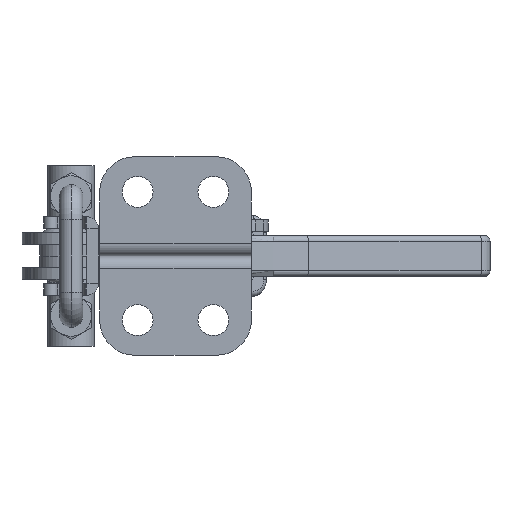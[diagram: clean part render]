
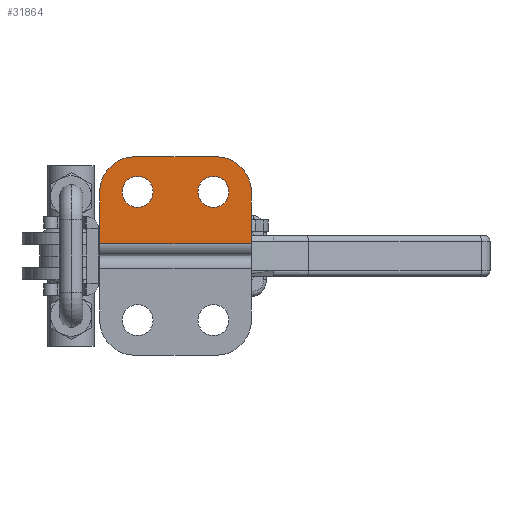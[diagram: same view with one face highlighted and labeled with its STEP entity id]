
A CAD part, front view. The second image highlights one B-rep face of the part: STEP entity #31864.
In plain terms, the highlighted planar face has unit normal (0, -1, 0).
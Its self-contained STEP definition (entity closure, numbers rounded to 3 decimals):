
#283 = DIRECTION ( 'NONE',  ( 0., 0., 1. ) ) ;
#832 = DIRECTION ( 'NONE',  ( -1., 0., 0. ) ) ;
#937 = VERTEX_POINT ( 'NONE', #19689 ) ;
#1324 = DIRECTION ( 'NONE',  ( 0., 0., 1. ) ) ;
#1445 = ORIENTED_EDGE ( 'NONE', *, *, #23570, .T. ) ;
#1580 = FACE_BOUND ( 'NONE', #11937, .T. ) ;
#2306 = AXIS2_PLACEMENT_3D ( 'NONE', #30013, #15132, #283 ) ;
#2363 = CARTESIAN_POINT ( 'NONE',  ( -6., 0., 11. ) ) ;
#2425 = PLANE ( 'NONE',  #14922 ) ;
#2429 = VECTOR ( 'NONE', #832, 1000. ) ;
#3356 = DIRECTION ( 'NONE',  ( 0., 1., 0. ) ) ;
#3587 = VERTEX_POINT ( 'NONE', #10835 ) ;
#3630 = VECTOR ( 'NONE', #6855, 1000. ) ;
#4548 = ORIENTED_EDGE ( 'NONE', *, *, #29308, .T. ) ;
#4697 = CARTESIAN_POINT ( 'NONE',  ( -19.5, 0., 8.35 ) ) ;
#4783 = CARTESIAN_POINT ( 'NONE',  ( 0., 0., 2. ) ) ;
#4862 = DIRECTION ( 'NONE',  ( 0., 0., 1. ) ) ;
#5200 = EDGE_CURVE ( 'NONE', #29260, #11333, #22174, .T. ) ;
#5643 = CARTESIAN_POINT ( 'NONE',  ( -26., 0., 2.1 ) ) ;
#5930 = LINE ( 'NONE', #4783, #20619 ) ;
#5948 = CARTESIAN_POINT ( 'NONE',  ( -26., 0., 2.1 ) ) ;
#5976 = AXIS2_PLACEMENT_3D ( 'NONE', #18202, #3356, #20676 ) ;
#6139 = ORIENTED_EDGE ( 'NONE', *, *, #19073, .T. ) ;
#6416 = CARTESIAN_POINT ( 'NONE',  ( -20., 0., 17. ) ) ;
#6714 = VERTEX_POINT ( 'NONE', #4697 ) ;
#6855 = DIRECTION ( 'NONE',  ( -1., 0., 0. ) ) ;
#7142 = DIRECTION ( 'NONE',  ( 0., 1., 0. ) ) ;
#7355 = VERTEX_POINT ( 'NONE', #27236 ) ;
#7398 = CARTESIAN_POINT ( 'NONE',  ( 0., 0., 2. ) ) ;
#7605 = VECTOR ( 'NONE', #25536, 1000. ) ;
#7916 = AXIS2_PLACEMENT_3D ( 'NONE', #31045, #16137, #1324 ) ;
#8155 = CARTESIAN_POINT ( 'NONE',  ( -26., 0., 2. ) ) ;
#8426 = ORIENTED_EDGE ( 'NONE', *, *, #26664, .T. ) ;
#9746 = VERTEX_POINT ( 'NONE', #16716 ) ;
#9875 = DIRECTION ( 'NONE',  ( 0., 0., 1. ) ) ;
#10835 = CARTESIAN_POINT ( 'NONE',  ( -6.5, 0., 13.65 ) ) ;
#11333 = VERTEX_POINT ( 'NONE', #5643 ) ;
#11621 = CIRCLE ( 'NONE', #31919, 2.65 ) ;
#11827 = CIRCLE ( 'NONE', #7916, 2.65 ) ;
#11937 = EDGE_LOOP ( 'NONE', ( #24691, #12484 ) ) ;
#12484 = ORIENTED_EDGE ( 'NONE', *, *, #23277, .T. ) ;
#13222 = DIRECTION ( 'NONE',  ( 0., 1., 0. ) ) ;
#13493 = ORIENTED_EDGE ( 'NONE', *, *, #30955, .T. ) ;
#13978 = FACE_OUTER_BOUND ( 'NONE', #29077, .T. ) ;
#14922 = AXIS2_PLACEMENT_3D ( 'NONE', #7398, #24752, #9875 ) ;
#15132 = DIRECTION ( 'NONE',  ( 0., -1., 0. ) ) ;
#15221 = EDGE_LOOP ( 'NONE', ( #15792, #8426 ) ) ;
#15631 = VERTEX_POINT ( 'NONE', #24811 ) ;
#15792 = ORIENTED_EDGE ( 'NONE', *, *, #19174, .T. ) ;
#16137 = DIRECTION ( 'NONE',  ( 0., 1., 0. ) ) ;
#16716 = CARTESIAN_POINT ( 'NONE',  ( 0., 0., 11. ) ) ;
#16772 = LINE ( 'NONE', #26669, #3630 ) ;
#18202 = CARTESIAN_POINT ( 'NONE',  ( -19.5, 0., 11. ) ) ;
#18247 = CIRCLE ( 'NONE', #5976, 2.65 ) ;
#19073 = EDGE_CURVE ( 'NONE', #9746, #937, #26162, .T. ) ;
#19174 = EDGE_CURVE ( 'NONE', #7355, #6714, #31224, .T. ) ;
#19658 = DIRECTION ( 'NONE',  ( 0., -1., 0. ) ) ;
#19689 = CARTESIAN_POINT ( 'NONE',  ( -6., 0., 17. ) ) ;
#20619 = VECTOR ( 'NONE', #32119, 1000. ) ;
#20676 = DIRECTION ( 'NONE',  ( 0., 0., 1. ) ) ;
#21960 = CARTESIAN_POINT ( 'NONE',  ( -6.5, 0., 11. ) ) ;
#22090 = FACE_BOUND ( 'NONE', #15221, .T. ) ;
#22170 = EDGE_CURVE ( 'NONE', #24589, #11333, #26607, .T. ) ;
#22174 = LINE ( 'NONE', #5948, #2429 ) ;
#22422 = CARTESIAN_POINT ( 'NONE',  ( -26., 0., 11. ) ) ;
#22501 = AXIS2_PLACEMENT_3D ( 'NONE', #2363, #19658, #4862 ) ;
#22749 = ORIENTED_EDGE ( 'NONE', *, *, #22170, .T. ) ;
#23048 = CIRCLE ( 'NONE', #2306, 6. ) ;
#23277 = EDGE_CURVE ( 'NONE', #15631, #3587, #11827, .T. ) ;
#23570 = EDGE_CURVE ( 'NONE', #25216, #24589, #23048, .T. ) ;
#24475 = DIRECTION ( 'NONE',  ( 0., 0., 1. ) ) ;
#24589 = VERTEX_POINT ( 'NONE', #22422 ) ;
#24691 = ORIENTED_EDGE ( 'NONE', *, *, #27313, .T. ) ;
#24752 = DIRECTION ( 'NONE',  ( 0., 1., 0. ) ) ;
#24811 = CARTESIAN_POINT ( 'NONE',  ( -6.5, 0., 8.35 ) ) ;
#25105 = ORIENTED_EDGE ( 'NONE', *, *, #5200, .F. ) ;
#25216 = VERTEX_POINT ( 'NONE', #6416 ) ;
#25536 = DIRECTION ( 'NONE',  ( 0., 0., -1. ) ) ;
#26162 = CIRCLE ( 'NONE', #22501, 6. ) ;
#26466 = CARTESIAN_POINT ( 'NONE',  ( 0., 0., 2.1 ) ) ;
#26607 = LINE ( 'NONE', #8155, #7605 ) ;
#26664 = EDGE_CURVE ( 'NONE', #6714, #7355, #18247, .T. ) ;
#26669 = CARTESIAN_POINT ( 'NONE',  ( 0., 0., 17. ) ) ;
#27236 = CARTESIAN_POINT ( 'NONE',  ( -19.5, 0., 13.65 ) ) ;
#27313 = EDGE_CURVE ( 'NONE', #3587, #15631, #11621, .T. ) ;
#27500 = AXIS2_PLACEMENT_3D ( 'NONE', #28062, #13222, #30576 ) ;
#28062 = CARTESIAN_POINT ( 'NONE',  ( -19.5, 0., 11. ) ) ;
#29077 = EDGE_LOOP ( 'NONE', ( #13493, #6139, #4548, #1445, #22749, #25105 ) ) ;
#29260 = VERTEX_POINT ( 'NONE', #26466 ) ;
#29308 = EDGE_CURVE ( 'NONE', #937, #25216, #16772, .T. ) ;
#30013 = CARTESIAN_POINT ( 'NONE',  ( -20., 0., 11. ) ) ;
#30576 = DIRECTION ( 'NONE',  ( 0., 0., 1. ) ) ;
#30955 = EDGE_CURVE ( 'NONE', #29260, #9746, #5930, .T. ) ;
#31045 = CARTESIAN_POINT ( 'NONE',  ( -6.5, 0., 11. ) ) ;
#31224 = CIRCLE ( 'NONE', #27500, 2.65 ) ;
#31864 = ADVANCED_FACE ( 'NONE', ( #1580, #22090, #13978 ), #2425, .F. ) ;
#31919 = AXIS2_PLACEMENT_3D ( 'NONE', #21960, #7142, #24475 ) ;
#32119 = DIRECTION ( 'NONE',  ( 0., 0., 1. ) ) ;
